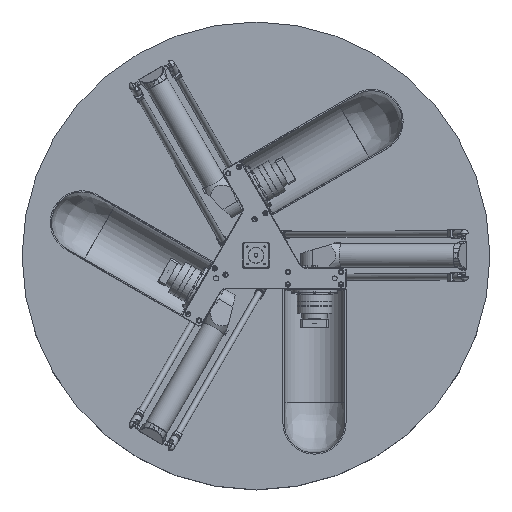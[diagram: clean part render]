
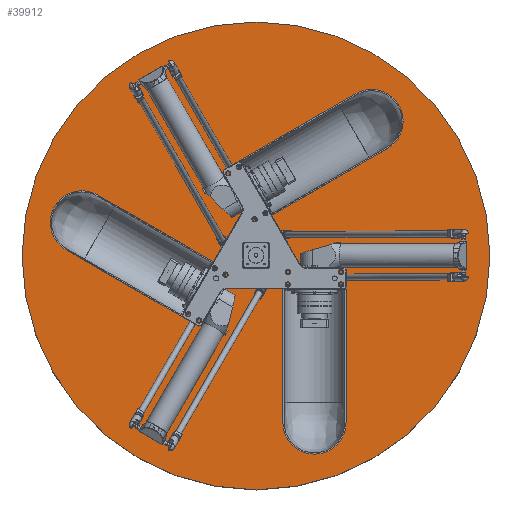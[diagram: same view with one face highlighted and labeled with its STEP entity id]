
A CAD part, top view. The second image highlights one B-rep face of the part: STEP entity #39912.
In plain terms, the highlighted face is planar.
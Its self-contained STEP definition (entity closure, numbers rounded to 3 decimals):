
#3237=CIRCLE('',#44078,600.);
#7682=FACE_OUTER_BOUND('',#10812,.T.);
#10812=EDGE_LOOP('',(#36186));
#20640=VERTEX_POINT('',#82432);
#25822=EDGE_CURVE('',#20640,#20640,#3237,.T.);
#36186=ORIENTED_EDGE('',*,*,#25822,.T.);
#37516=PLANE('',#44080);
#39912=ADVANCED_FACE('',(#7682),#37516,.T.);
#44078=AXIS2_PLACEMENT_3D('',#82433,#55048,#55049);
#44080=AXIS2_PLACEMENT_3D('',#82436,#55052,#55053);
#55048=DIRECTION('center_axis',(0.,1.,0.));
#55049=DIRECTION('ref_axis',(-1.,0.,0.));
#55052=DIRECTION('center_axis',(0.,1.,0.));
#55053=DIRECTION('ref_axis',(0.,0.,1.));
#82432=CARTESIAN_POINT('',(-600.,250.,0.));
#82433=CARTESIAN_POINT('Origin',(0.,250.,0.));
#82436=CARTESIAN_POINT('Origin',(-300.,250.,0.));
